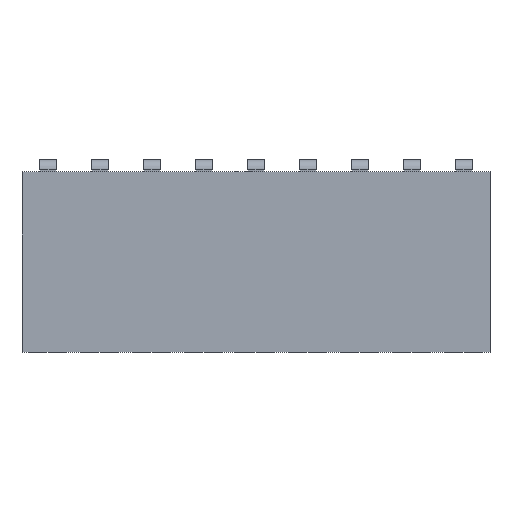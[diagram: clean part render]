
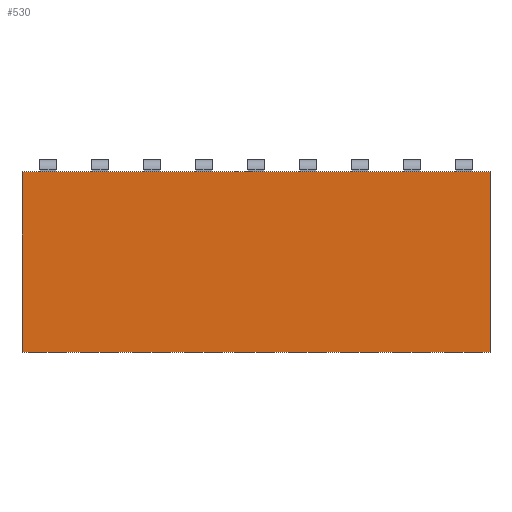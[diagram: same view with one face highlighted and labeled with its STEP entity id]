
A CAD part, top view. The second image highlights one B-rep face of the part: STEP entity #530.
In plain terms, the highlighted planar face has unit normal (0, 0, 1).
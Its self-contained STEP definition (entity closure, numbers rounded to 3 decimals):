
#530=ADVANCED_FACE('',(#5331),#5333,.T.);
#5331=FACE_BOUND('',#5332,.T.);
#5332=EDGE_LOOP('',(#9123,#9124,#9125,#9126));
#5333=PLANE('',#5334);
#5334=AXIS2_PLACEMENT_3D('',#5335,#5336,#5337);
#5335=CARTESIAN_POINT('',(-0.635,-4.625,1.8));
#5336=DIRECTION('',(0.,0.,1.));
#5337=DIRECTION('',(1.,0.,0.));
#9123=ORIENTED_EDGE('',*,*,#11911,.T.);
#9124=ORIENTED_EDGE('',*,*,#11908,.T.);
#9125=ORIENTED_EDGE('',*,*,#11832,.F.);
#9126=ORIENTED_EDGE('',*,*,#11840,.F.);
#11832=EDGE_CURVE('',#13366,#13368,#13369,.T.);
#11840=EDGE_CURVE('',#13379,#13366,#13381,.T.);
#11908=EDGE_CURVE('',#13485,#13368,#13486,.T.);
#11911=EDGE_CURVE('',#13379,#13485,#13490,.T.);
#13366=VERTEX_POINT('',#15927);
#13368=VERTEX_POINT('',#15931);
#13369=LINE('',#15932,#15933);
#13379=VERTEX_POINT('',#15956);
#13381=LINE('',#15960,#15961);
#13485=VERTEX_POINT('',#16200);
#13486=LINE('',#16201,#16202);
#13490=LINE('',#16211,#16212);
#15927=CARTESIAN_POINT('',(-0.635,-0.225,1.8));
#15931=CARTESIAN_POINT('',(10.795,-0.225,1.8));
#15932=CARTESIAN_POINT('',(-0.635,-0.225,1.8));
#15933=VECTOR('',#15934,1.);
#15934=DIRECTION('',(1.,0.,0.));
#15956=CARTESIAN_POINT('',(-0.635,-4.625,1.8));
#15960=CARTESIAN_POINT('',(-0.635,-4.625,1.8));
#15961=VECTOR('',#15962,1.);
#15962=DIRECTION('',(0.,1.,0.));
#16200=CARTESIAN_POINT('',(10.795,-4.625,1.8));
#16201=CARTESIAN_POINT('',(10.795,-4.625,1.8));
#16202=VECTOR('',#16203,1.);
#16203=DIRECTION('',(0.,1.,0.));
#16211=CARTESIAN_POINT('',(-0.635,-4.625,1.8));
#16212=VECTOR('',#16213,1.);
#16213=DIRECTION('',(1.,0.,0.));
